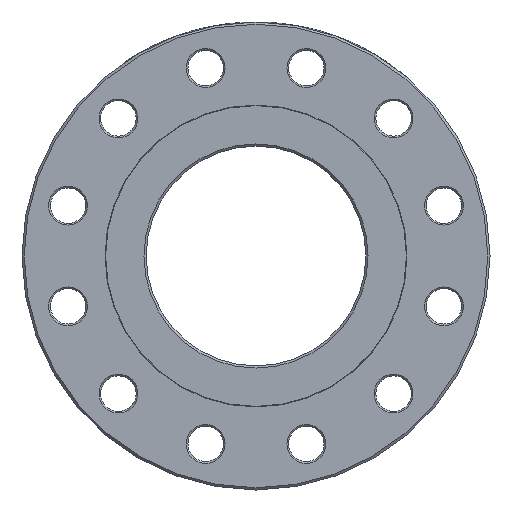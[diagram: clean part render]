
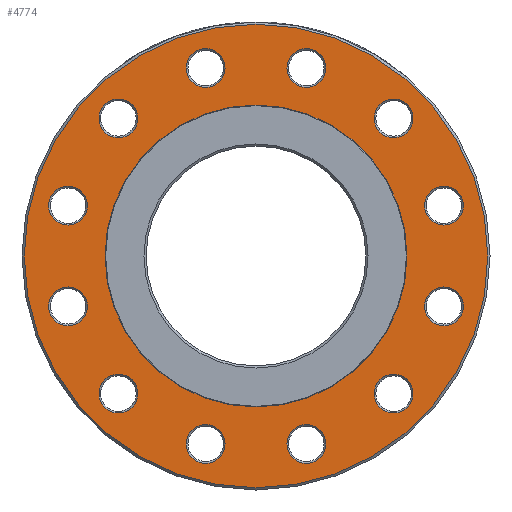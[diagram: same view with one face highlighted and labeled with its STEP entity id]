
A CAD part, left-side view. The second image highlights one B-rep face of the part: STEP entity #4774.
In plain terms, the highlighted planar face has unit normal (-1, 0, 0).
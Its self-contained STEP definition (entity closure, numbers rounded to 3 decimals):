
#5 = CARTESIAN_POINT ( 'NONE',  ( 2., 123.461, 123.461 ) ) ;
#102 = EDGE_LOOP ( 'NONE', ( #3975 ) ) ;
#158 = FACE_OUTER_BOUND ( 'NONE', #659, .T. ) ;
#169 = CARTESIAN_POINT ( 'NONE',  ( 2., 168.651, -62.59 ) ) ;
#198 = DIRECTION ( 'NONE',  ( 1., 0., 0. ) ) ;
#253 = FACE_BOUND ( 'NONE', #2983, .T. ) ;
#289 = CARTESIAN_POINT ( 'NONE',  ( 2., -168.651, 45.19 ) ) ;
#354 = CARTESIAN_POINT ( 'NONE',  ( 2., 62.59, 168.651 ) ) ;
#369 = ORIENTED_EDGE ( 'NONE', *, *, #6922, .F. ) ;
#401 = CARTESIAN_POINT ( 'NONE',  ( 2., -30.121, 177.351 ) ) ;
#475 = DIRECTION ( 'NONE',  ( 1., 0., 0. ) ) ;
#600 = VERTEX_POINT ( 'NONE', #6018 ) ;
#649 = VERTEX_POINT ( 'NONE', #3710 ) ;
#654 = DIRECTION ( 'NONE',  ( 1., 0., 0. ) ) ;
#659 = EDGE_LOOP ( 'NONE', ( #7143 ) ) ;
#667 = DIRECTION ( 'NONE',  ( 1., 0., 0. ) ) ;
#966 = AXIS2_PLACEMENT_3D ( 'NONE', #6732, #7591, #9139 ) ;
#1035 = EDGE_CURVE ( 'NONE', #1670, #1670, #3980, .T. ) ;
#1333 = EDGE_CURVE ( 'NONE', #7031, #7031, #1745, .T. ) ;
#1435 = CIRCLE ( 'NONE', #966, 17.4 ) ;
#1498 = CARTESIAN_POINT ( 'NONE',  ( 2., 0., 0. ) ) ;
#1561 = CARTESIAN_POINT ( 'NONE',  ( 2., 177.351, 30.121 ) ) ;
#1667 = ORIENTED_EDGE ( 'NONE', *, *, #5793, .T. ) ;
#1670 = VERTEX_POINT ( 'NONE', #4080 ) ;
#1707 = FACE_BOUND ( 'NONE', #4833, .T. ) ;
#1745 = CIRCLE ( 'NONE', #3181, 17.4 ) ;
#1756 = DIRECTION ( 'NONE',  ( 0., 0., -1. ) ) ;
#1873 = ORIENTED_EDGE ( 'NONE', *, *, #2438, .T. ) ;
#1940 = EDGE_LOOP ( 'NONE', ( #7179 ) ) ;
#1960 = VERTEX_POINT ( 'NONE', #5015 ) ;
#2222 = DIRECTION ( 'NONE',  ( 0., 0.5, -0.866 ) ) ;
#2257 = EDGE_CURVE ( 'NONE', #5816, #5816, #4634, .T. ) ;
#2308 = CARTESIAN_POINT ( 'NONE',  ( 2., -168.651, -45.19 ) ) ;
#2410 = FACE_BOUND ( 'NONE', #8639, .T. ) ;
#2438 = EDGE_CURVE ( 'NONE', #4267, #4267, #3505, .T. ) ;
#2498 = DIRECTION ( 'NONE',  ( 0., 0., 1. ) ) ;
#2551 = AXIS2_PLACEMENT_3D ( 'NONE', #7102, #4798, #7801 ) ;
#2633 = EDGE_LOOP ( 'NONE', ( #2643 ) ) ;
#2643 = ORIENTED_EDGE ( 'NONE', *, *, #5102, .T. ) ;
#2696 = DIRECTION ( 'NONE',  ( 1., 0., 0. ) ) ;
#2726 = ORIENTED_EDGE ( 'NONE', *, *, #8865, .T. ) ;
#2823 = DIRECTION ( 'NONE',  ( 0., 0., -1. ) ) ;
#2983 = EDGE_LOOP ( 'NONE', ( #8441 ) ) ;
#3058 = DIRECTION ( 'NONE',  ( 0., 0.866, -0.5 ) ) ;
#3071 = ORIENTED_EDGE ( 'NONE', *, *, #6242, .T. ) ;
#3181 = AXIS2_PLACEMENT_3D ( 'NONE', #4733, #5477, #7584 ) ;
#3187 = DIRECTION ( 'NONE',  ( 0., 0.5, 0.866 ) ) ;
#3264 = FACE_BOUND ( 'NONE', #2633, .T. ) ;
#3291 = EDGE_LOOP ( 'NONE', ( #4729 ) ) ;
#3358 = DIRECTION ( 'NONE',  ( 1., 0., 0. ) ) ;
#3505 = CIRCLE ( 'NONE', #2551, 17.4 ) ;
#3523 = CARTESIAN_POINT ( 'NONE',  ( 2., 0., 0. ) ) ;
#3537 = DIRECTION ( 'NONE',  ( 0., -0.5, -0.866 ) ) ;
#3578 = DIRECTION ( 'NONE',  ( -1., 0., 0. ) ) ;
#3710 = CARTESIAN_POINT ( 'NONE',  ( 2., -168.651, 62.59 ) ) ;
#3761 = DIRECTION ( 'NONE',  ( 1., 0., 0. ) ) ;
#3840 = CARTESIAN_POINT ( 'NONE',  ( 2., -123.461, 123.461 ) ) ;
#3886 = AXIS2_PLACEMENT_3D ( 'NONE', #4290, #475, #3537 ) ;
#3920 = FACE_BOUND ( 'NONE', #8961, .T. ) ;
#3975 = ORIENTED_EDGE ( 'NONE', *, *, #1333, .T. ) ;
#3980 = CIRCLE ( 'NONE', #9570, 17.4 ) ;
#4080 = CARTESIAN_POINT ( 'NONE',  ( 2., -114.761, 138.53 ) ) ;
#4115 = PLANE ( 'NONE',  #7442 ) ;
#4267 = VERTEX_POINT ( 'NONE', #401 ) ;
#4285 = AXIS2_PLACEMENT_3D ( 'NONE', #7595, #4386, #9746 ) ;
#4290 = CARTESIAN_POINT ( 'NONE',  ( 2., 123.461, -123.461 ) ) ;
#4333 = EDGE_LOOP ( 'NONE', ( #8778 ) ) ;
#4386 = DIRECTION ( 'NONE',  ( 1., 0., 0. ) ) ;
#4532 = CIRCLE ( 'NONE', #7881, 135.486 ) ;
#4559 = DIRECTION ( 'NONE',  ( 0., 0., 1. ) ) ;
#4618 = VERTEX_POINT ( 'NONE', #1561 ) ;
#4634 = CIRCLE ( 'NONE', #7827, 17.4 ) ;
#4692 = DIRECTION ( 'NONE',  ( 1., 0., 0. ) ) ;
#4729 = ORIENTED_EDGE ( 'NONE', *, *, #1035, .T. ) ;
#4733 = CARTESIAN_POINT ( 'NONE',  ( 2., 168.651, -45.19 ) ) ;
#4774 = ADVANCED_FACE ( 'NONE', ( #1707, #4814, #3264, #9374, #5562, #253, #6219, #3920, #7017, #5606, #2410, #9275, #158, #8609 ), #4115, .F. ) ;
#4798 = DIRECTION ( 'NONE',  ( 1., 0., 0. ) ) ;
#4814 = FACE_BOUND ( 'NONE', #5830, .T. ) ;
#4833 = EDGE_LOOP ( 'NONE', ( #5346 ) ) ;
#4966 = CARTESIAN_POINT ( 'NONE',  ( 2., -62.59, -168.651 ) ) ;
#5015 = CARTESIAN_POINT ( 'NONE',  ( 2., 114.761, -138.53 ) ) ;
#5102 = EDGE_CURVE ( 'NONE', #7223, #7223, #8757, .T. ) ;
#5164 = AXIS2_PLACEMENT_3D ( 'NONE', #6872, #654, #8969 ) ;
#5257 = DIRECTION ( 'NONE',  ( 1., 0., 0. ) ) ;
#5333 = AXIS2_PLACEMENT_3D ( 'NONE', #289, #198, #2498 ) ;
#5346 = ORIENTED_EDGE ( 'NONE', *, *, #8722, .T. ) ;
#5477 = DIRECTION ( 'NONE',  ( 1., 0., 0. ) ) ;
#5562 = FACE_BOUND ( 'NONE', #3291, .T. ) ;
#5606 = FACE_BOUND ( 'NONE', #4333, .T. ) ;
#5749 = EDGE_CURVE ( 'NONE', #9568, #9568, #6147, .T. ) ;
#5768 = VERTEX_POINT ( 'NONE', #8816 ) ;
#5793 = EDGE_CURVE ( 'NONE', #5768, #5768, #5818, .T. ) ;
#5816 = VERTEX_POINT ( 'NONE', #4966 ) ;
#5818 = CIRCLE ( 'NONE', #6309, 17.4 ) ;
#5830 = EDGE_LOOP ( 'NONE', ( #1667 ) ) ;
#6014 = DIRECTION ( 'NONE',  ( 0., -0.5, 0.866 ) ) ;
#6018 = CARTESIAN_POINT ( 'NONE',  ( 2., 0., -208. ) ) ;
#6043 = ORIENTED_EDGE ( 'NONE', *, *, #5749, .T. ) ;
#6147 = CIRCLE ( 'NONE', #8043, 17.4 ) ;
#6219 = FACE_BOUND ( 'NONE', #8022, .T. ) ;
#6242 = EDGE_CURVE ( 'NONE', #1960, #1960, #9330, .T. ) ;
#6309 = AXIS2_PLACEMENT_3D ( 'NONE', #5, #3761, #3058 ) ;
#6455 = CIRCLE ( 'NONE', #7741, 17.4 ) ;
#6732 = CARTESIAN_POINT ( 'NONE',  ( 2., -123.461, -123.461 ) ) ;
#6763 = VERTEX_POINT ( 'NONE', #8411 ) ;
#6872 = CARTESIAN_POINT ( 'NONE',  ( 2., 45.19, -168.651 ) ) ;
#6922 = EDGE_CURVE ( 'NONE', #7515, #7515, #4532, .T. ) ;
#6938 = CIRCLE ( 'NONE', #5164, 17.4 ) ;
#6969 = CARTESIAN_POINT ( 'NONE',  ( 2., 135.486, 0. ) ) ;
#7017 = FACE_BOUND ( 'NONE', #1940, .T. ) ;
#7031 = VERTEX_POINT ( 'NONE', #169 ) ;
#7097 = CIRCLE ( 'NONE', #5333, 17.4 ) ;
#7102 = CARTESIAN_POINT ( 'NONE',  ( 2., -45.19, 168.651 ) ) ;
#7143 = ORIENTED_EDGE ( 'NONE', *, *, #9785, .T. ) ;
#7179 = ORIENTED_EDGE ( 'NONE', *, *, #2257, .T. ) ;
#7223 = VERTEX_POINT ( 'NONE', #354 ) ;
#7359 = CIRCLE ( 'NONE', #8635, 208. ) ;
#7442 = AXIS2_PLACEMENT_3D ( 'NONE', #6969, #3358, #1756 ) ;
#7515 = VERTEX_POINT ( 'NONE', #8967 ) ;
#7532 = CARTESIAN_POINT ( 'NONE',  ( 2., 168.651, 45.19 ) ) ;
#7584 = DIRECTION ( 'NONE',  ( 0., 0., -1. ) ) ;
#7591 = DIRECTION ( 'NONE',  ( 1., 0., 0. ) ) ;
#7595 = CARTESIAN_POINT ( 'NONE',  ( 2., 45.19, 168.651 ) ) ;
#7741 = AXIS2_PLACEMENT_3D ( 'NONE', #7532, #667, #2222 ) ;
#7783 = EDGE_CURVE ( 'NONE', #649, #649, #7097, .T. ) ;
#7801 = DIRECTION ( 'NONE',  ( 0., 0.866, 0.5 ) ) ;
#7827 = AXIS2_PLACEMENT_3D ( 'NONE', #8189, #2696, #8089 ) ;
#7881 = AXIS2_PLACEMENT_3D ( 'NONE', #1498, #9266, #4559 ) ;
#7893 = EDGE_LOOP ( 'NONE', ( #1873 ) ) ;
#7978 = EDGE_LOOP ( 'NONE', ( #369 ) ) ;
#8022 = EDGE_LOOP ( 'NONE', ( #6043 ) ) ;
#8043 = AXIS2_PLACEMENT_3D ( 'NONE', #2308, #5257, #6014 ) ;
#8089 = DIRECTION ( 'NONE',  ( 0., -1., 0. ) ) ;
#8189 = CARTESIAN_POINT ( 'NONE',  ( 2., -45.19, -168.651 ) ) ;
#8303 = VERTEX_POINT ( 'NONE', #8356 ) ;
#8336 = EDGE_CURVE ( 'NONE', #6763, #6763, #6938, .T. ) ;
#8356 = CARTESIAN_POINT ( 'NONE',  ( 2., -138.53, -114.761 ) ) ;
#8411 = CARTESIAN_POINT ( 'NONE',  ( 2., 30.121, -177.351 ) ) ;
#8441 = ORIENTED_EDGE ( 'NONE', *, *, #7783, .T. ) ;
#8609 = FACE_BOUND ( 'NONE', #7978, .T. ) ;
#8635 = AXIS2_PLACEMENT_3D ( 'NONE', #3523, #3578, #2823 ) ;
#8639 = EDGE_LOOP ( 'NONE', ( #3071 ) ) ;
#8722 = EDGE_CURVE ( 'NONE', #4618, #4618, #6455, .T. ) ;
#8757 = CIRCLE ( 'NONE', #4285, 17.4 ) ;
#8778 = ORIENTED_EDGE ( 'NONE', *, *, #8336, .T. ) ;
#8816 = CARTESIAN_POINT ( 'NONE',  ( 2., 138.53, 114.761 ) ) ;
#8865 = EDGE_CURVE ( 'NONE', #8303, #8303, #1435, .T. ) ;
#8961 = EDGE_LOOP ( 'NONE', ( #2726 ) ) ;
#8967 = CARTESIAN_POINT ( 'NONE',  ( 2., 0., 135.486 ) ) ;
#8969 = DIRECTION ( 'NONE',  ( 0., -0.866, -0.5 ) ) ;
#9139 = DIRECTION ( 'NONE',  ( 0., -0.866, 0.5 ) ) ;
#9266 = DIRECTION ( 'NONE',  ( -1., 0., 0. ) ) ;
#9275 = FACE_BOUND ( 'NONE', #102, .T. ) ;
#9330 = CIRCLE ( 'NONE', #3886, 17.4 ) ;
#9374 = FACE_BOUND ( 'NONE', #7893, .T. ) ;
#9568 = VERTEX_POINT ( 'NONE', #9678 ) ;
#9570 = AXIS2_PLACEMENT_3D ( 'NONE', #3840, #4692, #3187 ) ;
#9678 = CARTESIAN_POINT ( 'NONE',  ( 2., -177.351, -30.121 ) ) ;
#9746 = DIRECTION ( 'NONE',  ( 0., 1., 0. ) ) ;
#9785 = EDGE_CURVE ( 'NONE', #600, #600, #7359, .T. ) ;
